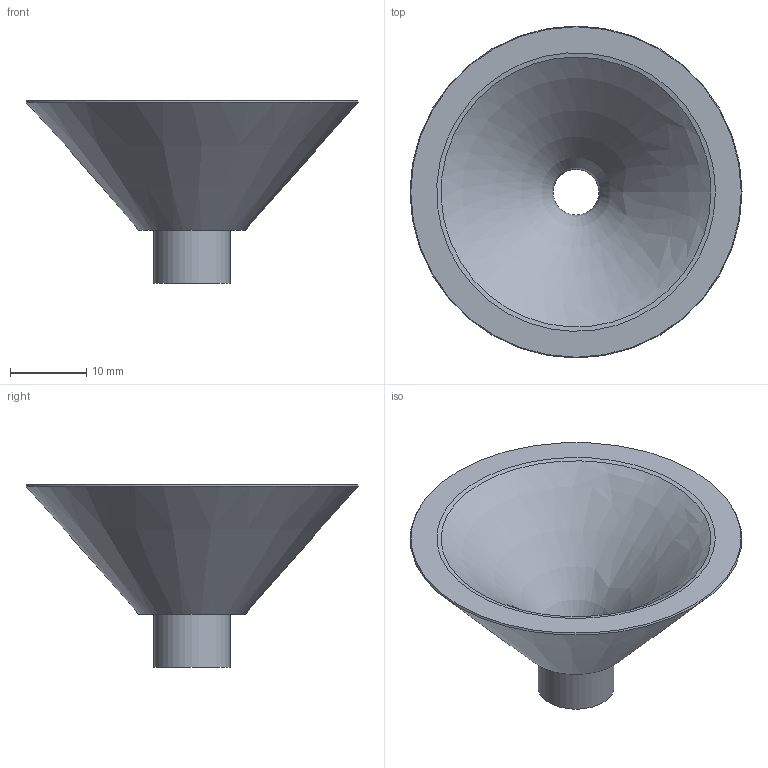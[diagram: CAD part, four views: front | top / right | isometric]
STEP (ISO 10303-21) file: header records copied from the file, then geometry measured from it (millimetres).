
FILE_DESCRIPTION(('FreeCAD Model'),'2;1');
FILE_NAME('Open CASCADE Shape Model','2025-02-15T23:01:29',(''),(''), 'Open CASCADE STEP processor 7.8','FreeCAD','Unknown');
FILE_SCHEMA(('AUTOMOTIVE_DESIGN { 1 0 10303 214 1 1 1 1 }'));
Length unit declared in the file: millimetre
Products named in the file (1): Body
Bounding box: 43.6 x 43.6 x 24 mm (x, y, z)
Volume: 7173.9 mm3; surface area: 4383.6 mm2
Topology: 1 solids, 1 shells, 10 faces, 17 edges, 10 vertices
Faces by surface type: plane 3, cone 3, cylinder 2, revolution 1, bspline 1
Full cylindrical faces by diameter (mm): 6 x1, 10 x1
Entity records: 594 total; most frequent: CARTESIAN_POINT 195, DIRECTION 72, ORIENTED_EDGE 34, PCURVE 34, DEFINITIONAL_REPRESENTATION 34, LINE 32, VECTOR 32, AXIS2_PLACEMENT_3D 17
